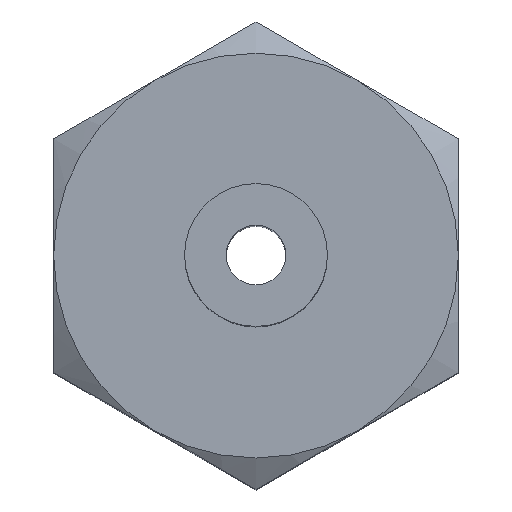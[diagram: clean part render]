
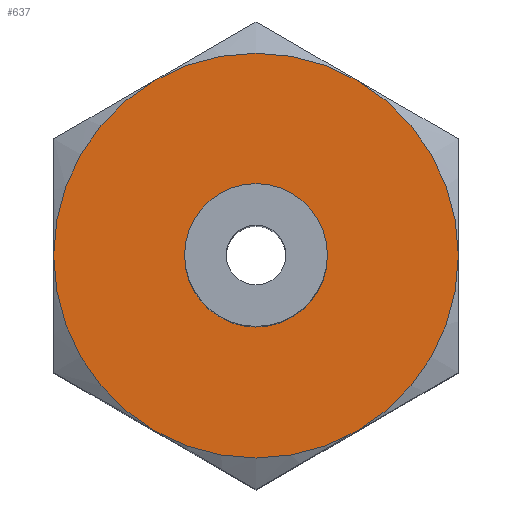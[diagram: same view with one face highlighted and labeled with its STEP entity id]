
A CAD part, top view. The second image highlights one B-rep face of the part: STEP entity #637.
In plain terms, the highlighted planar face has unit normal (0, 0, 1).
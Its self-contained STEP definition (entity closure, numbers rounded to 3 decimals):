
#38=PLANE('',#695);
#56=CIRCLE('',#665,8.5);
#57=CIRCLE('',#667,8.5);
#58=CIRCLE('',#669,8.5);
#59=CIRCLE('',#671,8.5);
#60=CIRCLE('',#673,8.5);
#61=CIRCLE('',#675,8.5);
#65=CIRCLE('',#681,3.);
#128=ORIENTED_EDGE('',*,*,#221,.T.);
#129=ORIENTED_EDGE('',*,*,#204,.F.);
#130=ORIENTED_EDGE('',*,*,#206,.F.);
#131=ORIENTED_EDGE('',*,*,#212,.F.);
#132=ORIENTED_EDGE('',*,*,#217,.F.);
#133=ORIENTED_EDGE('',*,*,#211,.F.);
#134=ORIENTED_EDGE('',*,*,#202,.F.);
#202=EDGE_CURVE('',#250,#248,#56,.T.);
#204=EDGE_CURVE('',#252,#250,#57,.T.);
#206=EDGE_CURVE('',#253,#252,#58,.T.);
#211=EDGE_CURVE('',#248,#255,#59,.T.);
#212=EDGE_CURVE('',#257,#253,#60,.T.);
#217=EDGE_CURVE('',#255,#257,#61,.T.);
#221=EDGE_CURVE('',#263,#263,#65,.F.);
#248=VERTEX_POINT('',#903);
#250=VERTEX_POINT('',#909);
#252=VERTEX_POINT('',#917);
#253=VERTEX_POINT('',#925);
#255=VERTEX_POINT('',#940);
#257=VERTEX_POINT('',#949);
#263=VERTEX_POINT('',#979);
#326=EDGE_LOOP('',(#128));
#327=EDGE_LOOP('',(#129,#130,#131,#132,#133,#134));
#370=FACE_BOUND('',#326,.T.);
#371=FACE_BOUND('',#327,.T.);
#637=ADVANCED_FACE('',(#370,#371),#38,.T.);
#665=AXIS2_PLACEMENT_3D('',#910,#735,#736);
#667=AXIS2_PLACEMENT_3D('',#918,#739,#740);
#669=AXIS2_PLACEMENT_3D('',#924,#743,#744);
#671=AXIS2_PLACEMENT_3D('',#946,#747,#748);
#673=AXIS2_PLACEMENT_3D('',#948,#751,#752);
#675=AXIS2_PLACEMENT_3D('',#969,#755,#756);
#681=AXIS2_PLACEMENT_3D('',#978,#767,#768);
#695=AXIS2_PLACEMENT_3D('',#999,#795,#796);
#735=DIRECTION('',(0.,0.,-1.));
#736=DIRECTION('',(-1.,0.,0.));
#739=DIRECTION('',(0.,0.,-1.));
#740=DIRECTION('',(-1.,0.,0.));
#743=DIRECTION('',(0.,0.,-1.));
#744=DIRECTION('',(-1.,0.,0.));
#747=DIRECTION('',(0.,0.,-1.));
#748=DIRECTION('',(-1.,0.,0.));
#751=DIRECTION('',(0.,0.,-1.));
#752=DIRECTION('',(-1.,0.,0.));
#755=DIRECTION('',(0.,0.,-1.));
#756=DIRECTION('',(-1.,0.,0.));
#767=DIRECTION('',(0.,0.,1.));
#768=DIRECTION('',(1.,0.,0.));
#795=DIRECTION('',(0.,0.,1.));
#796=DIRECTION('',(1.,0.,0.));
#903=CARTESIAN_POINT('',(8.5,0.,-15.));
#909=CARTESIAN_POINT('',(4.25,7.361,-15.));
#910=CARTESIAN_POINT('',(0.,0.,-15.));
#917=CARTESIAN_POINT('',(-4.25,7.361,-15.));
#918=CARTESIAN_POINT('',(0.,0.,-15.));
#924=CARTESIAN_POINT('',(0.,0.,-15.));
#925=CARTESIAN_POINT('',(-8.5,0.,-15.));
#940=CARTESIAN_POINT('',(4.25,-7.361,-15.));
#946=CARTESIAN_POINT('',(0.,0.,-15.));
#948=CARTESIAN_POINT('',(0.,0.,-15.));
#949=CARTESIAN_POINT('',(-4.25,-7.361,-15.));
#969=CARTESIAN_POINT('',(0.,0.,-15.));
#978=CARTESIAN_POINT('',(0.,0.,-15.));
#979=CARTESIAN_POINT('',(3.,0.,-15.));
#999=CARTESIAN_POINT('',(0.,8.5,-15.));
